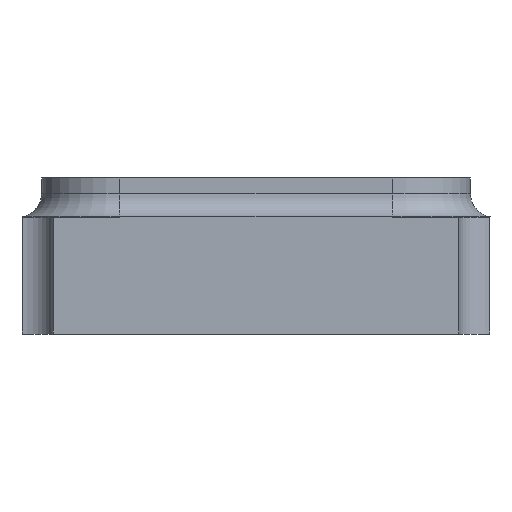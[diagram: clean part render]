
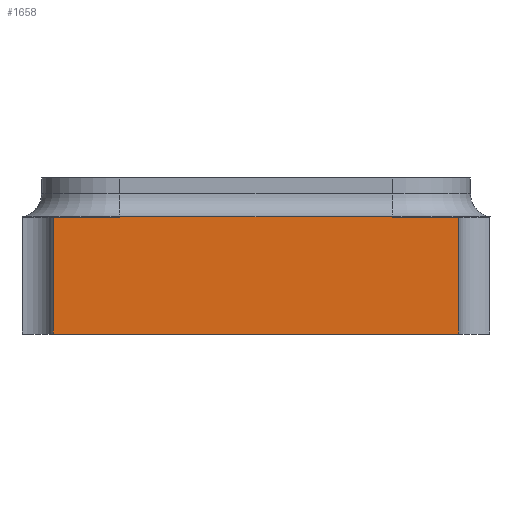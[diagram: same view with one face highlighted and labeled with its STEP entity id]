
A CAD part, front view. The second image highlights one B-rep face of the part: STEP entity #1658.
In plain terms, the highlighted face is planar.
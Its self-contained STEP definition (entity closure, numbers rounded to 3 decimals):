
#129=LINE('',#2091,#197);
#132=LINE('',#2104,#200);
#155=LINE('',#2159,#223);
#156=LINE('',#2163,#224);
#157=LINE('',#2165,#225);
#158=LINE('',#2167,#226);
#159=LINE('',#2169,#227);
#160=LINE('',#2170,#228);
#197=VECTOR('',#1828,1000.);
#200=VECTOR('',#1839,1000.);
#223=VECTOR('',#1886,1000.);
#224=VECTOR('',#1891,1000.);
#225=VECTOR('',#1892,1000.);
#226=VECTOR('',#1893,1000.);
#227=VECTOR('',#1894,1000.);
#228=VECTOR('',#1895,1000.);
#313=ORIENTED_EDGE('',*,*,#662,.T.);
#314=ORIENTED_EDGE('',*,*,#660,.F.);
#315=ORIENTED_EDGE('',*,*,#626,.F.);
#316=ORIENTED_EDGE('',*,*,#663,.F.);
#317=ORIENTED_EDGE('',*,*,#664,.F.);
#318=ORIENTED_EDGE('',*,*,#665,.T.);
#319=ORIENTED_EDGE('',*,*,#632,.F.);
#320=ORIENTED_EDGE('',*,*,#666,.T.);
#626=EDGE_CURVE('',#805,#807,#129,.T.);
#632=EDGE_CURVE('',#812,#810,#132,.T.);
#660=EDGE_CURVE('',#807,#833,#155,.T.);
#662=EDGE_CURVE('',#834,#833,#156,.T.);
#663=EDGE_CURVE('',#835,#805,#157,.T.);
#664=EDGE_CURVE('',#836,#835,#158,.T.);
#665=EDGE_CURVE('',#836,#810,#159,.T.);
#666=EDGE_CURVE('',#812,#834,#160,.T.);
#805=VERTEX_POINT('',#2089);
#807=VERTEX_POINT('',#2092);
#810=VERTEX_POINT('',#2099);
#812=VERTEX_POINT('',#2103);
#833=VERTEX_POINT('',#2160);
#834=VERTEX_POINT('',#2164);
#835=VERTEX_POINT('',#2166);
#836=VERTEX_POINT('',#2168);
#969=EDGE_LOOP('',(#313,#314,#315,#316,#317,#318,#319,#320));
#1048=FACE_BOUND('',#969,.T.);
#1125=PLANE('',#1744);
#1658=ADVANCED_FACE('',(#1048),#1125,.F.);
#1744=AXIS2_PLACEMENT_3D('',#2162,#1889,#1890);
#1828=DIRECTION('',(0.,1.,0.));
#1839=DIRECTION('',(0.,1.,0.));
#1886=DIRECTION('',(0.,0.,-1.));
#1889=DIRECTION('',(-1.,0.,0.));
#1890=DIRECTION('',(0.,0.,1.));
#1891=DIRECTION('',(0.,1.,0.));
#1892=DIRECTION('',(0.,0.,-1.));
#1893=DIRECTION('',(0.,1.,0.));
#1894=DIRECTION('',(0.,0.,-1.));
#1895=DIRECTION('',(0.,0.,-1.));
#2089=CARTESIAN_POINT('',(0.8,0.35,0.3));
#2091=CARTESIAN_POINT('',(0.8,-0.52,0.3));
#2092=CARTESIAN_POINT('',(0.8,0.52,0.3));
#2099=CARTESIAN_POINT('',(0.8,-0.35,0.3));
#2103=CARTESIAN_POINT('',(0.8,-0.52,0.3));
#2104=CARTESIAN_POINT('',(0.8,-0.52,0.3));
#2159=CARTESIAN_POINT('',(0.8,0.52,0.3));
#2160=CARTESIAN_POINT('',(0.8,0.52,0.));
#2162=CARTESIAN_POINT('',(0.8,-0.52,0.3));
#2163=CARTESIAN_POINT('',(0.8,-0.52,0.));
#2164=CARTESIAN_POINT('',(0.8,-0.52,0.));
#2165=CARTESIAN_POINT('',(0.8,0.35,0.3));
#2166=CARTESIAN_POINT('',(0.8,0.35,0.3));
#2167=CARTESIAN_POINT('',(0.8,-0.35,0.3));
#2168=CARTESIAN_POINT('',(0.8,-0.35,0.3));
#2169=CARTESIAN_POINT('',(0.8,-0.35,0.3));
#2170=CARTESIAN_POINT('',(0.8,-0.52,0.3));
